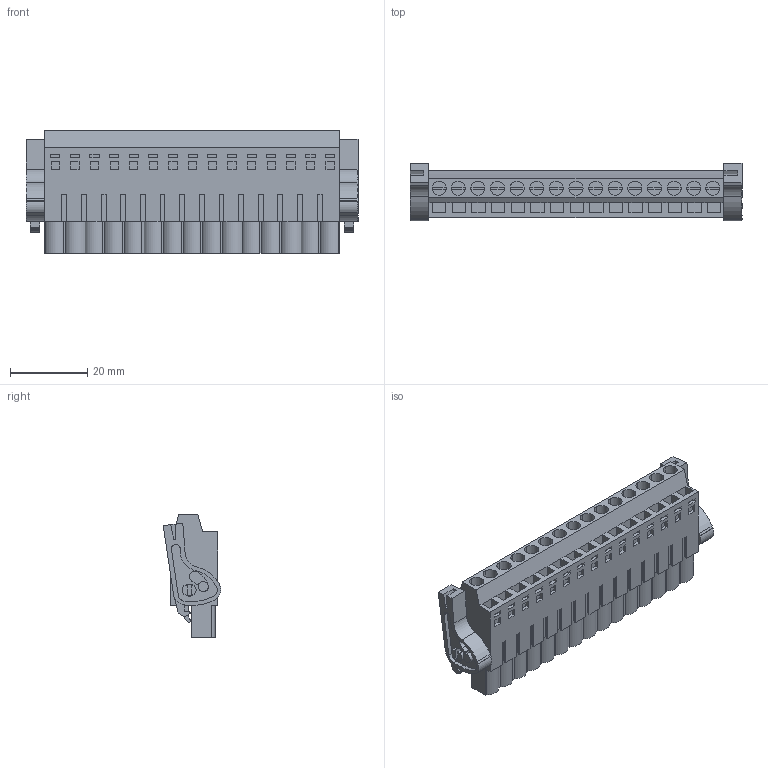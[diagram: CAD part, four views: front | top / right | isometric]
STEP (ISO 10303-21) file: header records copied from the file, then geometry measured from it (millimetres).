
FILE_DESCRIPTION(('CATIA V5 STEP Exchange','CAx-IF Rec.Pracs.--- Model Styling and Organization---1.2---2011-12-15'),'2;1');
FILE_NAME ('D1458706_0_1890350000_1890350000.stp','2017-10-31T20:48:16+00:00',('none'),('Weidmueller'),'CATIA Version 5-6 Release 2014','CATIA V5 STEP AP214','none');
FILE_SCHEMA(('AUTOMOTIVE_DESIGN { 1 0 10303 214 1 1 1 1 }'));
Length unit declared in the file: millimetre
Products named in the file (1): 1890350000
Bounding box: 85.9 x 14.91 x 31.8 mm (x, y, z)
Volume: 21605.9 mm3; surface area: 13109.5 mm2
Topology: 18 solids, 18 shells, 1132 faces, 3151 edges, 2142 vertices
Faces by surface type: plane 920, cylinder 212
Entity records: 35268 total; most frequent: CARTESIAN_POINT 6727, ORIENTED_EDGE 6302, DIRECTION 4551, EDGE_CURVE 3151, VECTOR 2647, LINE 2647, VERTEX_POINT 2142, EDGE_LOOP 1227
